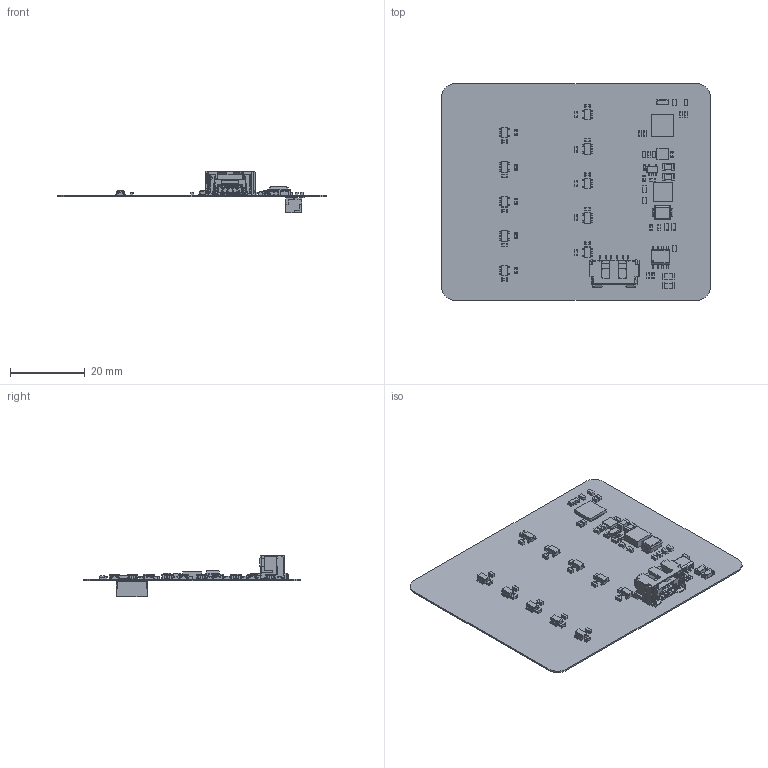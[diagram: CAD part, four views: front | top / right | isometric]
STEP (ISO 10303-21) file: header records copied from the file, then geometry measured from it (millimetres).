
FILE_DESCRIPTION(('Open CASCADE Model'),'2;1');
FILE_NAME('Open CASCADE Shape Model','2022-02-09T06:50:25',('Author'),( 'Open CASCADE'),'Open CASCADE STEP processor 6.8','Open CASCADE 6.8' ,'Unknown');
FILE_SCHEMA(('AUTOMOTIVE_DESIGN { 1 0 10303 214 1 1 1 1 }'));
Length unit declared in the file: millimetre
Products named in the file (91): PCB; Board; Open CASCADE STEP translator 6.8 1.1.1; C9.1; 06035A910JAT2A--3DModel-STEP-56544; C9.2; C9.3; C9.4; C9.5; C9.6; C9.7; C9.8; C9.9; C9.10; C10.1; C10.2; C10.3; C10.4; C10.5; C10.6; C10.7; C10.8; C10.9; C10.10; U3.1; TPS73225DBVR--3DModel-STEP-56544; U3.2; U3.3; U3.4; U3.5; U3.6; U3.7; U3.8; U3.9; U3.10; Y1; CSTCE12M0G15L99-R0--3DModel-STEP-56544; U2; 6120349936; Extruded ...
Assembly tree (139 placements, depth 4):
  PCB
    Board
      Open CASCADE STEP translator 6.8 1.1.1
    C9.1
      06035A910JAT2A--3DModel-STEP-56544
    C9.2
      06035A910JAT2A--3DModel-STEP-56544
    C9.3
      06035A910JAT2A--3DModel-STEP-56544
    C9.4
      06035A910JAT2A--3DModel-STEP-56544
    C9.5
      06035A910JAT2A--3DModel-STEP-56544
    C9.6
      06035A910JAT2A--3DModel-STEP-56544
    C9.7
      06035A910JAT2A--3DModel-STEP-56544
    C9.8
      06035A910JAT2A--3DModel-STEP-56544
    C9.9
      06035A910JAT2A--3DModel-STEP-56544
    C9.10
      06035A910JAT2A--3DModel-STEP-56544
    C10.1
      06035A910JAT2A--3DModel-STEP-56544
    C10.2
      06035A910JAT2A--3DModel-STEP-56544
    C10.3
      06035A910JAT2A--3DModel-STEP-56544
    C10.4
      06035A910JAT2A--3DModel-STEP-56544
    C10.5
      06035A910JAT2A--3DModel-STEP-56544
    C10.6
      06035A910JAT2A--3DModel-STEP-56544
    C10.7
      06035A910JAT2A--3DModel-STEP-56544
    C10.8
      06035A910JAT2A--3DModel-STEP-56544
    C10.9
      06035A910JAT2A--3DModel-STEP-56544
    C10.10
      06035A910JAT2A--3DModel-STEP-56544
    U3.1
      TPS73225DBVR--3DModel-STEP-56544
    U3.2
      TPS73225DBVR--3DModel-STEP-56544
    U3.3
      TPS73225DBVR--3DModel-STEP-56544
    U3.4
      TPS73225DBVR--3DModel-STEP-56544
    U3.5
      TPS73225DBVR--3DModel-STEP-56544
    U3.6
      TPS73225DBVR--3DModel-STEP-56544
    U3.7
      TPS73225DBVR--3DModel-STEP-56544
    U3.8
      TPS73225DBVR--3DModel-STEP-56544
    U3.9
Bounding box: 71.69 x 57.78 x 10.98 mm (x, y, z)
Volume: 2437.4 mm3; surface area: 10973.9 mm2
Topology: 258 solids, 258 shells, 4427 faces, 10958 edges, 6764 vertices
Faces by surface type: plane 2740, cylinder 1339, sphere 316, bspline 16, torus 16
Entity records: 62118 total; most frequent: CARTESIAN_POINT 11005, ORIENTED_EDGE 9924, DIRECTION 9828, EDGE_CURVE 4962, LINE 4214, VECTOR 4214, VERTEX_POINT 3204, AXIS2_PLACEMENT_3D 2807
